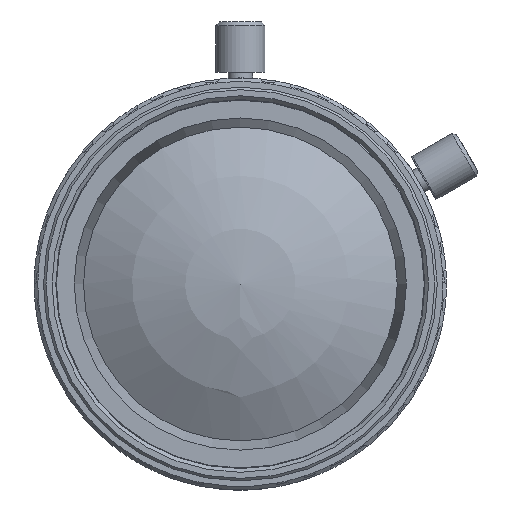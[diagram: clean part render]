
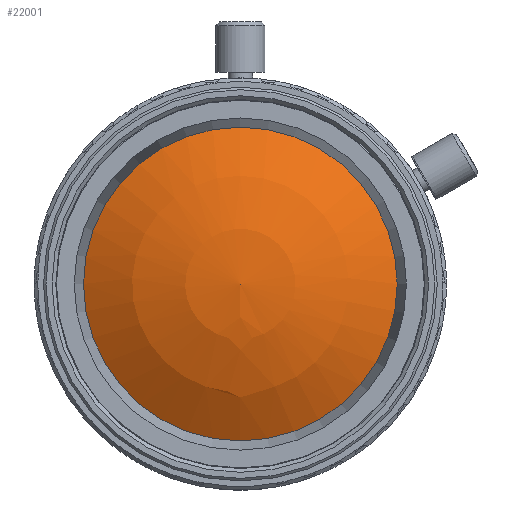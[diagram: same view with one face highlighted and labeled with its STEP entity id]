
A CAD part, front view. The second image highlights one B-rep face of the part: STEP entity #22001.
In plain terms, the highlighted spherical face has radius 23.536 mm.
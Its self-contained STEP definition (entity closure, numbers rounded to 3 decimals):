
#384=SPHERICAL_SURFACE('',#23365,23.536);
#3482=ORIENTED_EDGE('',*,*,#7860,.T.);
#7860=EDGE_CURVE('',#9973,#9973,#11014,.T.);
#9973=VERTEX_POINT('',#32242);
#11014=CIRCLE('',#23366,12.8);
#11977=EDGE_LOOP('',(#3482));
#13149=FACE_BOUND('',#11977,.T.);
#22001=ADVANCED_FACE('',(#13149),#384,.T.);
#23365=AXIS2_PLACEMENT_3D('',#32240,#26140,#26141);
#23366=AXIS2_PLACEMENT_3D('',#32241,#26142,#26143);
#26140=DIRECTION('',(0.,-1.,0.));
#26141=DIRECTION('',(0.,0.,-1.));
#26142=DIRECTION('',(0.,-1.,0.));
#26143=DIRECTION('',(1.,0.,0.));
#32240=CARTESIAN_POINT('',(0.,-17.804,0.));
#32241=CARTESIAN_POINT('',(0.,-37.555,0.));
#32242=CARTESIAN_POINT('',(12.8,-37.555,0.));
